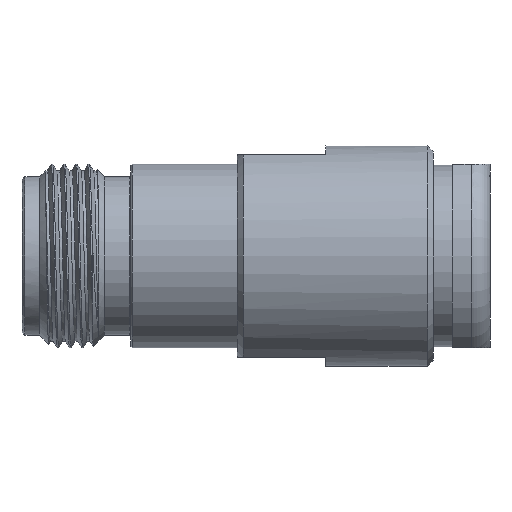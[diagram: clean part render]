
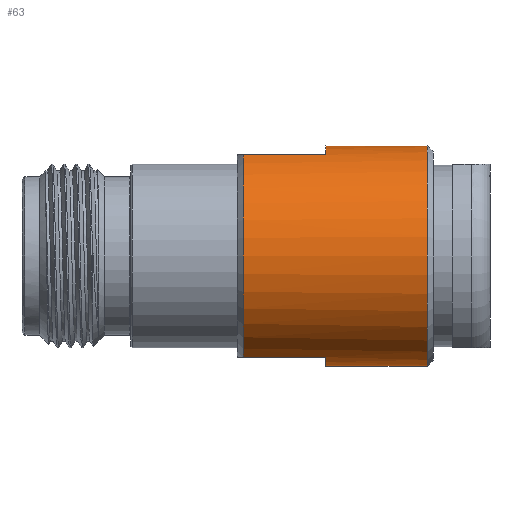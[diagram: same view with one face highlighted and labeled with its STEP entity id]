
A CAD part, front view. The second image highlights one B-rep face of the part: STEP entity #63.
In plain terms, the highlighted cylindrical face has radius 9.525 mm (diameter 19.05 mm), a full revolution.
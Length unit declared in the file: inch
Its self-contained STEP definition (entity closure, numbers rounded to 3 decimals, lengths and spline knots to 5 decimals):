
#7 = CARTESIAN_POINT ( 'NONE',  ( 1.37697, 0., 0. ) ) ;
#63 = ADVANCED_FACE ( 'NONE', ( #3672, #498 ), #821, .T. ) ;
#92 = DIRECTION ( 'NONE',  ( 0., 0., 1. ) ) ;
#101 = CIRCLE ( 'NONE', #2804, 0.375 ) ;
#135 = DIRECTION ( 'NONE',  ( 1., 0., 0. ) ) ;
#147 = CARTESIAN_POINT ( 'NONE',  ( 1.03118, 0.14987, 0.34375 ) ) ;
#167 = VERTEX_POINT ( 'NONE', #147 ) ;
#276 = ORIENTED_EDGE ( 'NONE', *, *, #3947, .T. ) ;
#408 = VECTOR ( 'NONE', #2633, 39.37008 ) ;
#440 = AXIS2_PLACEMENT_3D ( 'NONE', #1758, #3013, #3344 ) ;
#441 = CARTESIAN_POINT ( 'NONE',  ( 1.26004, 0.14987, 0.34375 ) ) ;
#445 = EDGE_CURVE ( 'NONE', #1323, #167, #711, .T. ) ;
#485 = CARTESIAN_POINT ( 'NONE',  ( 1.03118, 0., 0. ) ) ;
#498 = FACE_OUTER_BOUND ( 'NONE', #1362, .T. ) ;
#661 = ORIENTED_EDGE ( 'NONE', *, *, #3894, .T. ) ;
#711 = LINE ( 'NONE', #441, #2299 ) ;
#746 = EDGE_CURVE ( 'NONE', #1549, #2651, #1454, .T. ) ;
#821 = CYLINDRICAL_SURFACE ( 'NONE', #440, 0.375 ) ;
#975 = CARTESIAN_POINT ( 'NONE',  ( 0.75118, -0.14987, 0.34375 ) ) ;
#1010 = CARTESIAN_POINT ( 'NONE',  ( 1.37697, 0., -0.375 ) ) ;
#1019 = VERTEX_POINT ( 'NONE', #2570 ) ;
#1024 = DIRECTION ( 'NONE',  ( 1., 0., 0. ) ) ;
#1094 = EDGE_CURVE ( 'NONE', #3260, #3260, #3340, .T. ) ;
#1104 = VECTOR ( 'NONE', #135, 39.37008 ) ;
#1121 = DIRECTION ( 'NONE',  ( 1., 0., 0. ) ) ;
#1224 = ORIENTED_EDGE ( 'NONE', *, *, #3031, .T. ) ;
#1263 = DIRECTION ( 'NONE',  ( -1., 0., 0. ) ) ;
#1322 = CARTESIAN_POINT ( 'NONE',  ( 0.75118, 0.14987, 0.34375 ) ) ;
#1323 = VERTEX_POINT ( 'NONE', #1322 ) ;
#1362 = EDGE_LOOP ( 'NONE', ( #2450, #276, #2327, #1836, #661, #1224, #1507, #1762 ) ) ;
#1390 = LINE ( 'NONE', #3230, #1558 ) ;
#1413 = CARTESIAN_POINT ( 'NONE',  ( 1.26004, -0.14987, -0.34375 ) ) ;
#1454 = LINE ( 'NONE', #1413, #1104 ) ;
#1507 = ORIENTED_EDGE ( 'NONE', *, *, #445, .T. ) ;
#1549 = VERTEX_POINT ( 'NONE', #2143 ) ;
#1558 = VECTOR ( 'NONE', #2003, 39.37008 ) ;
#1758 = CARTESIAN_POINT ( 'NONE',  ( 1.26004, 0., 0. ) ) ;
#1762 = ORIENTED_EDGE ( 'NONE', *, *, #2964, .T. ) ;
#1836 = ORIENTED_EDGE ( 'NONE', *, *, #2636, .T. ) ;
#1850 = CIRCLE ( 'NONE', #3302, 0.375 ) ;
#1957 = DIRECTION ( 'NONE',  ( 1., 0., 0. ) ) ;
#2003 = DIRECTION ( 'NONE',  ( -1., 0., 0. ) ) ;
#2008 = CARTESIAN_POINT ( 'NONE',  ( 1.03118, 0.14987, -0.34375 ) ) ;
#2043 = LINE ( 'NONE', #2959, #408 ) ;
#2136 = ORIENTED_EDGE ( 'NONE', *, *, #1094, .T. ) ;
#2143 = CARTESIAN_POINT ( 'NONE',  ( 0.75118, -0.14987, -0.34375 ) ) ;
#2144 = VERTEX_POINT ( 'NONE', #2008 ) ;
#2228 = CARTESIAN_POINT ( 'NONE',  ( 1.03118, -0.14987, -0.34375 ) ) ;
#2230 = AXIS2_PLACEMENT_3D ( 'NONE', #3310, #1121, #92 ) ;
#2299 = VECTOR ( 'NONE', #3924, 39.37008 ) ;
#2309 = AXIS2_PLACEMENT_3D ( 'NONE', #3207, #1957, #2844 ) ;
#2327 = ORIENTED_EDGE ( 'NONE', *, *, #746, .T. ) ;
#2450 = ORIENTED_EDGE ( 'NONE', *, *, #2894, .T. ) ;
#2570 = CARTESIAN_POINT ( 'NONE',  ( 1.03118, -0.14987, 0.34375 ) ) ;
#2633 = DIRECTION ( 'NONE',  ( -1., 0., 0. ) ) ;
#2636 = EDGE_CURVE ( 'NONE', #2651, #2144, #3147, .T. ) ;
#2651 = VERTEX_POINT ( 'NONE', #2228 ) ;
#2804 = AXIS2_PLACEMENT_3D ( 'NONE', #485, #3927, #3617 ) ;
#2844 = DIRECTION ( 'NONE',  ( 0., 0., 1. ) ) ;
#2894 = EDGE_CURVE ( 'NONE', #1019, #3408, #1390, .T. ) ;
#2937 = VERTEX_POINT ( 'NONE', #2938 ) ;
#2938 = CARTESIAN_POINT ( 'NONE',  ( 0.75118, 0.14987, -0.34375 ) ) ;
#2944 = CIRCLE ( 'NONE', #2230, 0.375 ) ;
#2948 = EDGE_LOOP ( 'NONE', ( #2136 ) ) ;
#2959 = CARTESIAN_POINT ( 'NONE',  ( 1.26004, 0.14987, -0.34375 ) ) ;
#2964 = EDGE_CURVE ( 'NONE', #167, #1019, #101, .T. ) ;
#3013 = DIRECTION ( 'NONE',  ( 1., 0., 0. ) ) ;
#3031 = EDGE_CURVE ( 'NONE', #2937, #1323, #2944, .T. ) ;
#3147 = CIRCLE ( 'NONE', #2309, 0.375 ) ;
#3207 = CARTESIAN_POINT ( 'NONE',  ( 1.03118, 0., 0. ) ) ;
#3230 = CARTESIAN_POINT ( 'NONE',  ( 1.26004, -0.14987, 0.34375 ) ) ;
#3260 = VERTEX_POINT ( 'NONE', #1010 ) ;
#3302 = AXIS2_PLACEMENT_3D ( 'NONE', #3911, #1024, #3856 ) ;
#3310 = CARTESIAN_POINT ( 'NONE',  ( 0.75118, 0., 0. ) ) ;
#3340 = CIRCLE ( 'NONE', #3735, 0.375 ) ;
#3344 = DIRECTION ( 'NONE',  ( 0., 0., -1. ) ) ;
#3408 = VERTEX_POINT ( 'NONE', #975 ) ;
#3617 = DIRECTION ( 'NONE',  ( 0., 0., 1. ) ) ;
#3672 = FACE_OUTER_BOUND ( 'NONE', #2948, .T. ) ;
#3735 = AXIS2_PLACEMENT_3D ( 'NONE', #7, #1263, #3787 ) ;
#3787 = DIRECTION ( 'NONE',  ( 0., 0., -1. ) ) ;
#3856 = DIRECTION ( 'NONE',  ( 0., 0., 1. ) ) ;
#3894 = EDGE_CURVE ( 'NONE', #2144, #2937, #2043, .T. ) ;
#3911 = CARTESIAN_POINT ( 'NONE',  ( 0.75118, 0., 0. ) ) ;
#3924 = DIRECTION ( 'NONE',  ( 1., 0., 0. ) ) ;
#3927 = DIRECTION ( 'NONE',  ( 1., 0., 0. ) ) ;
#3947 = EDGE_CURVE ( 'NONE', #3408, #1549, #1850, .T. ) ;
